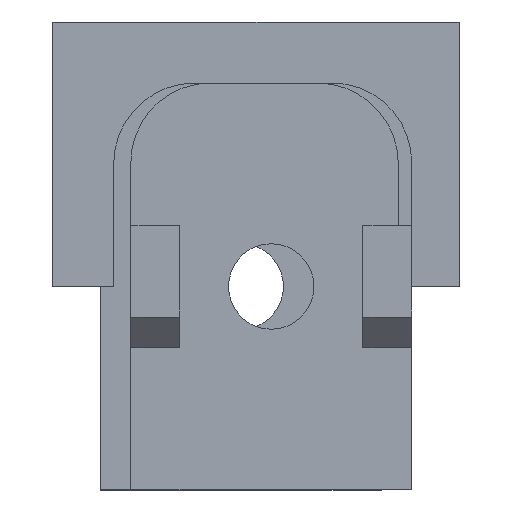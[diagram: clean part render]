
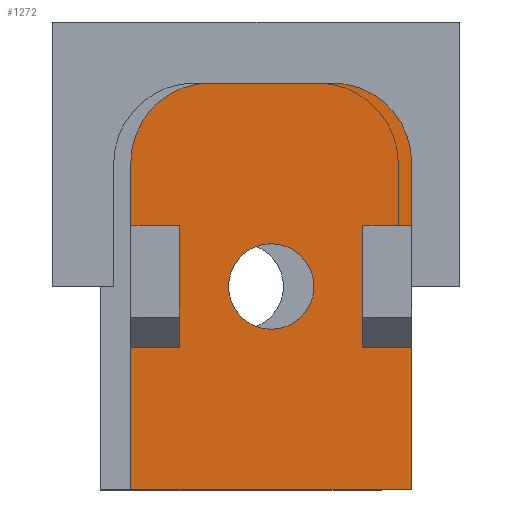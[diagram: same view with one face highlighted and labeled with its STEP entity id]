
A CAD part, front view. The second image highlights one B-rep face of the part: STEP entity #1272.
In plain terms, the highlighted planar face has unit normal (0, -1, 0).
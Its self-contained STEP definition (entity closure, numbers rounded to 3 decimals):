
#89=FACE_BOUND('',#288,.T.);
#112=PLANE('',#1423);
#170=FACE_OUTER_BOUND('',#287,.T.);
#287=EDGE_LOOP('',(#1127,#1128,#1129,#1130,#1131,#1132,#1133,#1134,#1135,
#1136,#1137,#1138,#1139,#1140));
#288=EDGE_LOOP('',(#1141));
#361=LINE('',#2055,#461);
#368=LINE('',#2070,#468);
#372=LINE('',#2078,#472);
#376=LINE('',#2085,#476);
#381=LINE('',#2142,#481);
#382=LINE('',#2144,#482);
#384=LINE('',#2151,#484);
#385=LINE('',#2155,#485);
#386=LINE('',#2156,#486);
#387=LINE('',#2158,#487);
#388=LINE('',#2160,#488);
#389=LINE('',#2161,#489);
#461=VECTOR('',#1708,10.);
#468=VECTOR('',#1719,10.);
#472=VECTOR('',#1723,10.);
#476=VECTOR('',#1729,10.);
#481=VECTOR('',#1750,10.);
#482=VECTOR('',#1753,10.);
#484=VECTOR('',#1761,10.);
#485=VECTOR('',#1764,10.);
#486=VECTOR('',#1765,10.);
#487=VECTOR('',#1766,10.);
#488=VECTOR('',#1767,10.);
#489=VECTOR('',#1768,10.);
#562=CIRCLE('',#1424,3.9);
#563=CIRCLE('',#1425,3.9);
#564=CIRCLE('',#1426,2.1);
#647=VERTEX_POINT('',#2052);
#648=VERTEX_POINT('',#2054);
#653=VERTEX_POINT('',#2067);
#654=VERTEX_POINT('',#2069);
#657=VERTEX_POINT('',#2075);
#658=VERTEX_POINT('',#2077);
#660=VERTEX_POINT('',#2083);
#668=VERTEX_POINT('',#2140);
#669=VERTEX_POINT('',#2148);
#670=VERTEX_POINT('',#2150);
#671=VERTEX_POINT('',#2152);
#672=VERTEX_POINT('',#2154);
#673=VERTEX_POINT('',#2157);
#674=VERTEX_POINT('',#2159);
#675=VERTEX_POINT('',#2162);
#799=EDGE_CURVE('',#648,#647,#361,.T.);
#806=EDGE_CURVE('',#653,#654,#368,.T.);
#810=EDGE_CURVE('',#657,#658,#372,.T.);
#814=EDGE_CURVE('',#653,#660,#376,.T.);
#825=EDGE_CURVE('',#660,#668,#381,.T.);
#826=EDGE_CURVE('',#668,#658,#382,.T.);
#828=EDGE_CURVE('',#657,#669,#562,.T.);
#829=EDGE_CURVE('',#669,#670,#384,.T.);
#830=EDGE_CURVE('',#670,#671,#563,.T.);
#831=EDGE_CURVE('',#671,#672,#385,.T.);
#832=EDGE_CURVE('',#672,#648,#386,.T.);
#833=EDGE_CURVE('',#647,#673,#387,.T.);
#834=EDGE_CURVE('',#673,#674,#388,.T.);
#835=EDGE_CURVE('',#654,#674,#389,.T.);
#836=EDGE_CURVE('',#675,#675,#564,.T.);
#1127=ORIENTED_EDGE('',*,*,#814,.T.);
#1128=ORIENTED_EDGE('',*,*,#825,.T.);
#1129=ORIENTED_EDGE('',*,*,#826,.T.);
#1130=ORIENTED_EDGE('',*,*,#810,.F.);
#1131=ORIENTED_EDGE('',*,*,#828,.T.);
#1132=ORIENTED_EDGE('',*,*,#829,.T.);
#1133=ORIENTED_EDGE('',*,*,#830,.T.);
#1134=ORIENTED_EDGE('',*,*,#831,.T.);
#1135=ORIENTED_EDGE('',*,*,#832,.T.);
#1136=ORIENTED_EDGE('',*,*,#799,.T.);
#1137=ORIENTED_EDGE('',*,*,#833,.T.);
#1138=ORIENTED_EDGE('',*,*,#834,.T.);
#1139=ORIENTED_EDGE('',*,*,#835,.F.);
#1140=ORIENTED_EDGE('',*,*,#806,.F.);
#1141=ORIENTED_EDGE('',*,*,#836,.T.);
#1272=ADVANCED_FACE('',(#170,#89),#112,.T.);
#1423=AXIS2_PLACEMENT_3D('',#2147,#1757,#1758);
#1424=AXIS2_PLACEMENT_3D('',#2149,#1759,#1760);
#1425=AXIS2_PLACEMENT_3D('',#2153,#1762,#1763);
#1426=AXIS2_PLACEMENT_3D('',#2163,#1769,#1770);
#1708=DIRECTION('',(0.,0.,-1.));
#1719=DIRECTION('',(0.,0.,-1.));
#1723=DIRECTION('',(0.,0.,-1.));
#1729=DIRECTION('',(-1.,0.,0.));
#1750=DIRECTION('',(0.,0.,1.));
#1753=DIRECTION('',(1.,0.,0.));
#1757=DIRECTION('center_axis',(0.,-1.,0.));
#1758=DIRECTION('ref_axis',(1.,0.,0.));
#1759=DIRECTION('center_axis',(0.,-1.,0.));
#1760=DIRECTION('ref_axis',(1.,0.,0.));
#1761=DIRECTION('',(-1.,0.,0.));
#1762=DIRECTION('center_axis',(0.,-1.,0.));
#1763=DIRECTION('ref_axis',(0.,0.,
1.));
#1764=DIRECTION('',(0.,0.,-1.));
#1765=DIRECTION('',(1.,0.,0.));
#1766=DIRECTION('',(-1.,0.,0.));
#1767=DIRECTION('',(0.,0.,-1.));
#1768=DIRECTION('',(-1.,0.,0.));
#1769=DIRECTION('center_axis',(0.,1.,0.));
#1770=DIRECTION('ref_axis',(1.,0.,0.));
#2052=CARTESIAN_POINT('',(251.987,4.325,8.043));
#2054=CARTESIAN_POINT('',(251.987,4.325,14.043));
#2055=CARTESIAN_POINT('',(251.987,4.325,9.543));
#2067=CARTESIAN_POINT('',(263.387,4.325,8.043));
#2069=CARTESIAN_POINT('',(263.387,4.325,1.043));
#2070=CARTESIAN_POINT('',(263.387,4.325,5.97));
#2075=CARTESIAN_POINT('',(263.387,4.325,17.143));
#2077=CARTESIAN_POINT('',(263.387,4.325,14.043));
#2078=CARTESIAN_POINT('',(263.387,4.325,5.97));
#2083=CARTESIAN_POINT('',(260.987,4.325,8.043));
#2085=CARTESIAN_POINT('',(258.737,4.325,8.043));
#2140=CARTESIAN_POINT('',(260.987,4.325,14.043));
#2142=CARTESIAN_POINT('',(260.987,4.325,12.543));
#2144=CARTESIAN_POINT('',(259.937,4.325,14.043));
#2147=CARTESIAN_POINT('Origin',(256.487,4.325,11.043));
#2148=CARTESIAN_POINT('',(259.487,4.325,21.043));
#2149=CARTESIAN_POINT('Origin',(259.487,4.325,17.143));
#2150=CARTESIAN_POINT('',(253.487,4.325,21.043));
#2151=CARTESIAN_POINT('',(259.487,4.325,21.043));
#2152=CARTESIAN_POINT('',(249.587,4.325,17.143));
#2153=CARTESIAN_POINT('Origin',(253.487,4.325,17.143));
#2154=CARTESIAN_POINT('',(249.587,4.325,14.043));
#2155=CARTESIAN_POINT('',(249.587,4.325,17.143));
#2156=CARTESIAN_POINT('',(254.237,4.325,14.043));
#2157=CARTESIAN_POINT('',(249.587,4.325,8.043));
#2158=CARTESIAN_POINT('',(253.037,4.325,8.043));
#2159=CARTESIAN_POINT('',(249.587,4.325,1.043));
#2160=CARTESIAN_POINT('',(249.587,4.325,17.143));
#2161=CARTESIAN_POINT('',(263.387,4.325,1.043));
#2162=CARTESIAN_POINT('',(254.387,4.325,11.043));
#2163=CARTESIAN_POINT('Origin',(256.487,4.325,11.043));
